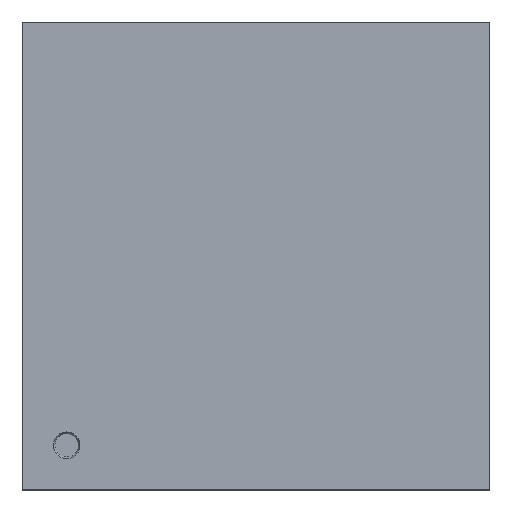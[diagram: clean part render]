
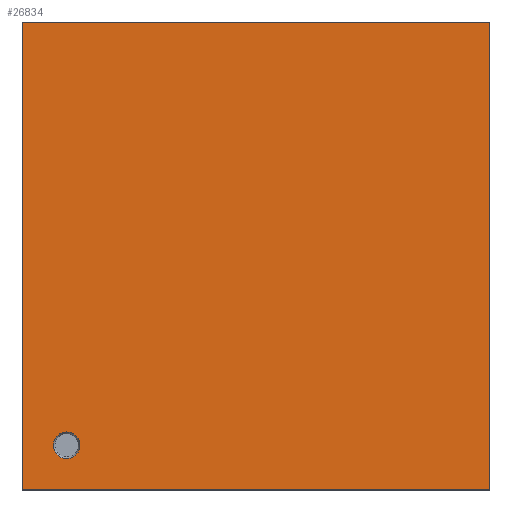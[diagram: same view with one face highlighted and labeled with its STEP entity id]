
A CAD part, top view. The second image highlights one B-rep face of the part: STEP entity #26834.
In plain terms, the highlighted planar face has unit normal (0, 0, 1).
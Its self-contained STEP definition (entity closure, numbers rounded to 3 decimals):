
#871 = ORIENTED_EDGE ( 'NONE', *, *, #3997, .T. ) ;
#1708 = CIRCLE ( 'NONE', #2905, 0.6 ) ;
#2905 = AXIS2_PLACEMENT_3D ( 'NONE', #32069, #48069, #12597 ) ;
#3997 = EDGE_CURVE ( 'NONE', #12344, #29169, #15418, .T. ) ;
#4069 = FACE_OUTER_BOUND ( 'NONE', #45408, .T. ) ;
#4639 = VECTOR ( 'NONE', #26179, 1000. ) ;
#5319 = EDGE_LOOP ( 'NONE', ( #14806, #30562 ) ) ;
#5444 = EDGE_CURVE ( 'NONE', #47853, #13690, #16423, .T. ) ;
#5998 = CARTESIAN_POINT ( 'NONE',  ( 0., 0., 2. ) ) ;
#6291 = LINE ( 'NONE', #5998, #43887 ) ;
#6459 = CARTESIAN_POINT ( 'NONE',  ( 0., 0., 2. ) ) ;
#7712 = DIRECTION ( 'NONE',  ( 0., 0., -1. ) ) ;
#8239 = CARTESIAN_POINT ( 'NONE',  ( 1.4, 2., 2. ) ) ;
#9225 = DIRECTION ( 'NONE',  ( 1., 0., 0. ) ) ;
#10400 = ORIENTED_EDGE ( 'NONE', *, *, #42253, .T. ) ;
#10673 = VECTOR ( 'NONE', #25722, 1000. ) ;
#11872 = DIRECTION ( 'NONE',  ( 0., 1., 0. ) ) ;
#12344 = VERTEX_POINT ( 'NONE', #29289 ) ;
#12597 = DIRECTION ( 'NONE',  ( 1., 0., 0. ) ) ;
#13690 = VERTEX_POINT ( 'NONE', #32223 ) ;
#14596 = FACE_BOUND ( 'NONE', #5319, .T. ) ;
#14806 = ORIENTED_EDGE ( 'NONE', *, *, #48448, .F. ) ;
#15418 = LINE ( 'NONE', #32175, #20402 ) ;
#15948 = ORIENTED_EDGE ( 'NONE', *, *, #5444, .T. ) ;
#16423 = LINE ( 'NONE', #6459, #4639 ) ;
#16557 = CARTESIAN_POINT ( 'NONE',  ( 21., 21., 2. ) ) ;
#16830 = DIRECTION ( 'NONE',  ( 0., 0., 1. ) ) ;
#17904 = CARTESIAN_POINT ( 'NONE',  ( 0., 21., 2. ) ) ;
#18048 = ORIENTED_EDGE ( 'NONE', *, *, #46510, .T. ) ;
#18435 = EDGE_CURVE ( 'NONE', #30515, #28289, #1708, .T. ) ;
#19827 = DIRECTION ( 'NONE',  ( -1., 0., 0. ) ) ;
#19958 = LINE ( 'NONE', #17904, #10673 ) ;
#20402 = VECTOR ( 'NONE', #11872, 1000. ) ;
#23931 = AXIS2_PLACEMENT_3D ( 'NONE', #32348, #16830, #9225 ) ;
#25722 = DIRECTION ( 'NONE',  ( -1., 0., 0. ) ) ;
#26179 = DIRECTION ( 'NONE',  ( 0., -1., 0. ) ) ;
#26583 = PLANE ( 'NONE',  #34665 ) ;
#26834 = ADVANCED_FACE ( 'NONE', ( #14596, #4069 ), #26583, .F. ) ;
#26915 = CARTESIAN_POINT ( 'NONE',  ( 0., 21., 2. ) ) ;
#27203 = CIRCLE ( 'NONE', #23931, 0.6 ) ;
#28289 = VERTEX_POINT ( 'NONE', #45546 ) ;
#29169 = VERTEX_POINT ( 'NONE', #16557 ) ;
#29289 = CARTESIAN_POINT ( 'NONE',  ( 21., 0., 2. ) ) ;
#30417 = CARTESIAN_POINT ( 'NONE',  ( 0., 21., 2. ) ) ;
#30515 = VERTEX_POINT ( 'NONE', #8239 ) ;
#30562 = ORIENTED_EDGE ( 'NONE', *, *, #18435, .F. ) ;
#32069 = CARTESIAN_POINT ( 'NONE',  ( 2., 2., 2. ) ) ;
#32175 = CARTESIAN_POINT ( 'NONE',  ( 21., 0., 2. ) ) ;
#32223 = CARTESIAN_POINT ( 'NONE',  ( 0., 0., 2. ) ) ;
#32348 = CARTESIAN_POINT ( 'NONE',  ( 2., 2., 2. ) ) ;
#34665 = AXIS2_PLACEMENT_3D ( 'NONE', #26915, #7712, #19827 ) ;
#37677 = DIRECTION ( 'NONE',  ( 1., 0., 0. ) ) ;
#42253 = EDGE_CURVE ( 'NONE', #13690, #12344, #6291, .T. ) ;
#43887 = VECTOR ( 'NONE', #37677, 1000. ) ;
#45408 = EDGE_LOOP ( 'NONE', ( #15948, #10400, #871, #18048 ) ) ;
#45546 = CARTESIAN_POINT ( 'NONE',  ( 2.6, 2., 2. ) ) ;
#46510 = EDGE_CURVE ( 'NONE', #29169, #47853, #19958, .T. ) ;
#47853 = VERTEX_POINT ( 'NONE', #30417 ) ;
#48069 = DIRECTION ( 'NONE',  ( 0., 0., 1. ) ) ;
#48448 = EDGE_CURVE ( 'NONE', #28289, #30515, #27203, .T. ) ;
